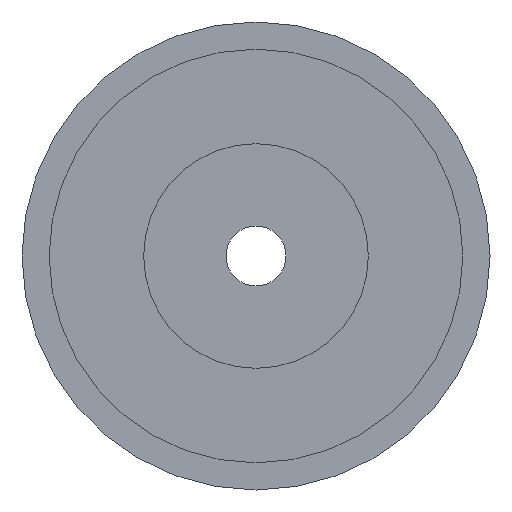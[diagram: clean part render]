
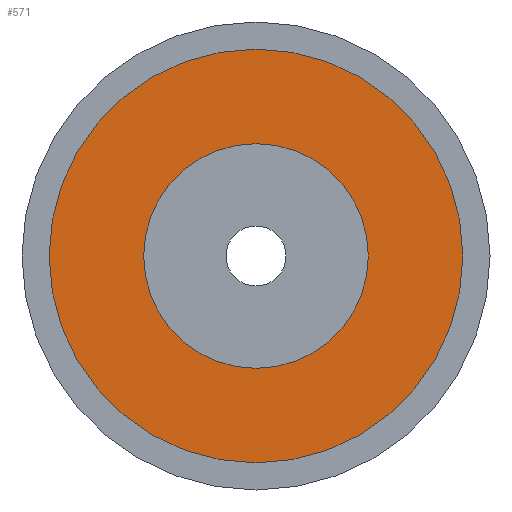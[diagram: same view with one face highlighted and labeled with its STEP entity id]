
A CAD part, front view. The second image highlights one B-rep face of the part: STEP entity #571.
In plain terms, the highlighted planar face has unit normal (0, -1, 0).
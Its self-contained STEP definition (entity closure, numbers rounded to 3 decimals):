
#5 = EDGE_CURVE ( 'NONE', #133, #63, #95, .T. ) ;
#6 = DIRECTION ( 'NONE',  ( 0., 0., 1. ) ) ;
#12 = CARTESIAN_POINT ( 'NONE',  ( 0., 2.5, -6. ) ) ;
#24 = EDGE_CURVE ( 'NONE', #229, #223, #108, .T. ) ;
#40 = CARTESIAN_POINT ( 'NONE',  ( 0., 2.5, 0. ) ) ;
#51 = DIRECTION ( 'NONE',  ( 0., 0., 1. ) ) ;
#58 = EDGE_CURVE ( 'NONE', #223, #229, #662, .T. ) ;
#63 = VERTEX_POINT ( 'NONE', #542 ) ;
#95 = CIRCLE ( 'NONE', #368, 11.05 ) ;
#108 = CIRCLE ( 'NONE', #227, 6. ) ;
#118 = CARTESIAN_POINT ( 'NONE',  ( 0., 2.5, 6. ) ) ;
#133 = VERTEX_POINT ( 'NONE', #399 ) ;
#141 = ORIENTED_EDGE ( 'NONE', *, *, #24, .F. ) ;
#149 = DIRECTION ( 'NONE',  ( 0., -1., 0. ) ) ;
#153 = AXIS2_PLACEMENT_3D ( 'NONE', #350, #149, #51 ) ;
#154 = FACE_BOUND ( 'NONE', #284, .T. ) ;
#163 = CARTESIAN_POINT ( 'NONE',  ( 0., 2.5, 0. ) ) ;
#170 = EDGE_CURVE ( 'NONE', #63, #133, #315, .T. ) ;
#189 = FACE_OUTER_BOUND ( 'NONE', #317, .T. ) ;
#201 = DIRECTION ( 'NONE',  ( 0., -1., 0. ) ) ;
#217 = DIRECTION ( 'NONE',  ( 0., -1., 0. ) ) ;
#223 = VERTEX_POINT ( 'NONE', #12 ) ;
#227 = AXIS2_PLACEMENT_3D ( 'NONE', #570, #217, #6 ) ;
#229 = VERTEX_POINT ( 'NONE', #118 ) ;
#252 = CARTESIAN_POINT ( 'NONE',  ( 0., 2.5, 0. ) ) ;
#284 = EDGE_LOOP ( 'NONE', ( #505, #141 ) ) ;
#315 = CIRCLE ( 'NONE', #153, 11.05 ) ;
#317 = EDGE_LOOP ( 'NONE', ( #562, #464 ) ) ;
#346 = DIRECTION ( 'NONE',  ( 0., 1., 0. ) ) ;
#350 = CARTESIAN_POINT ( 'NONE',  ( 0., 2.5, 0. ) ) ;
#368 = AXIS2_PLACEMENT_3D ( 'NONE', #163, #420, #369 ) ;
#369 = DIRECTION ( 'NONE',  ( 0., 0., 1. ) ) ;
#399 = CARTESIAN_POINT ( 'NONE',  ( 0., 2.5, -11.05 ) ) ;
#414 = AXIS2_PLACEMENT_3D ( 'NONE', #252, #201, #503 ) ;
#420 = DIRECTION ( 'NONE',  ( 0., -1., 0. ) ) ;
#448 = PLANE ( 'NONE',  #580 ) ;
#464 = ORIENTED_EDGE ( 'NONE', *, *, #170, .T. ) ;
#502 = DIRECTION ( 'NONE',  ( 0., 0., 1. ) ) ;
#503 = DIRECTION ( 'NONE',  ( 0., 0., 1. ) ) ;
#505 = ORIENTED_EDGE ( 'NONE', *, *, #58, .F. ) ;
#542 = CARTESIAN_POINT ( 'NONE',  ( 0., 2.5, 11.05 ) ) ;
#562 = ORIENTED_EDGE ( 'NONE', *, *, #5, .T. ) ;
#570 = CARTESIAN_POINT ( 'NONE',  ( 0., 2.5, 0. ) ) ;
#571 = ADVANCED_FACE ( 'NONE', ( #189, #154 ), #448, .F. ) ;
#580 = AXIS2_PLACEMENT_3D ( 'NONE', #40, #346, #502 ) ;
#662 = CIRCLE ( 'NONE', #414, 6. ) ;
